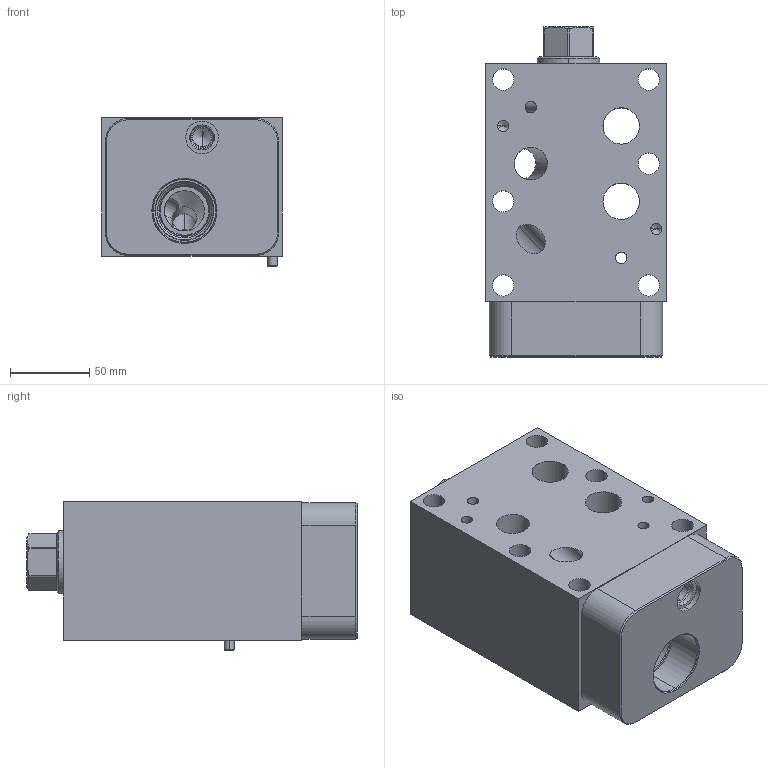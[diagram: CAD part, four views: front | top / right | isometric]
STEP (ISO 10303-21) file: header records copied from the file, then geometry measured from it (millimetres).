
FILE_DESCRIPTION((''),'2;1');
FILE_NAME('ZAC_ASM','2020-02-19T',('ProEService'),(''),'PRO/ENGINEER BY PARAMETRIC TECHNOLOGY CORPORATION, 2014200','PRO/ENGINEER BY PARAMETRIC TECHNOLOGY CORPORATION, 2014200','');
FILE_SCHEMA(('CONFIG_CONTROL_DESIGN'));
Length unit declared in the file: inch
Products named in the file (7): 153-120; 500-001-121; 500-001-114; 811-001-002; CXGDXCN; 340-003; ZAC_ASM
Assembly tree (10 placements, depth 2):
  ZAC_ASM
    153-120
    500-001-121  x4
    500-001-114  x2
    811-001-002
    CXGDXCN
    340-003
Bounding box: 114.3 x 208.76 x 93.68 mm (x, y, z)
Volume: 1519262.1 mm3; surface area: 185885 mm2
Topology: 11 solids, 11 shells, 453 faces, 1385 edges, 1140 vertices
Faces by surface type: cylinder 174, cone 107, plane 90, torus 38, revolution 30, sphere 14
Entity records: 17980 total; most frequent: CARTESIAN_POINT 5976, DIRECTION 2587, ORIENTED_EDGE 2080, EDGE_CURVE 1040, AXIS2_PLACEMENT_3D 954, VECTOR 665, LINE 665, VERTEX_POINT 646
